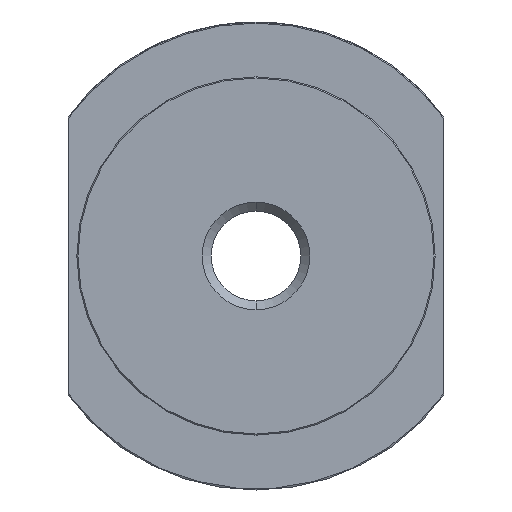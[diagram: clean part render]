
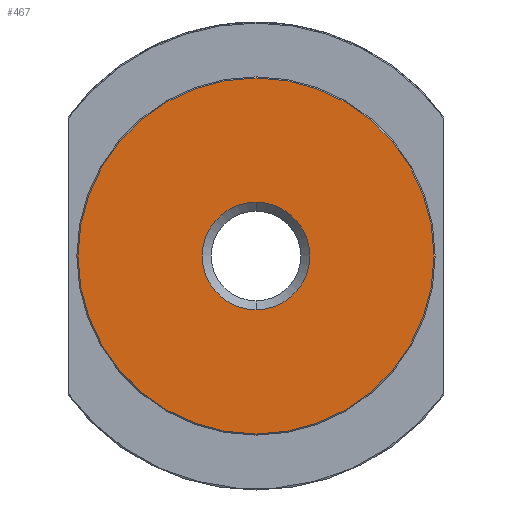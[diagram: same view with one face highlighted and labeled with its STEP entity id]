
A CAD part, front view. The second image highlights one B-rep face of the part: STEP entity #467.
In plain terms, the highlighted planar face has unit normal (0, -1, 0).
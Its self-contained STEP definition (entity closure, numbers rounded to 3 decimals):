
#26 = CARTESIAN_POINT ( 'NONE',  ( 0., 0., 0. ) ) ;
#48 = AXIS2_PLACEMENT_3D ( 'NONE', #26, #844, #223 ) ;
#64 = CARTESIAN_POINT ( 'NONE',  ( 0., 0., 1.2 ) ) ;
#67 = DIRECTION ( 'NONE',  ( 0., 0., 1. ) ) ;
#69 = AXIS2_PLACEMENT_3D ( 'NONE', #665, #835, #853 ) ;
#94 = ORIENTED_EDGE ( 'NONE', *, *, #756, .T. ) ;
#158 = FACE_BOUND ( 'NONE', #802, .T. ) ;
#165 = EDGE_CURVE ( 'NONE', #251, #868, #608, .T. ) ;
#171 = CIRCLE ( 'NONE', #847, 1.2 ) ;
#179 = ORIENTED_EDGE ( 'NONE', *, *, #165, .T. ) ;
#223 = DIRECTION ( 'NONE',  ( 0., 0., 1. ) ) ;
#251 = VERTEX_POINT ( 'NONE', #311 ) ;
#266 = DIRECTION ( 'NONE',  ( 0., -1., 0. ) ) ;
#274 = CARTESIAN_POINT ( 'NONE',  ( 0., 0., 0. ) ) ;
#302 = AXIS2_PLACEMENT_3D ( 'NONE', #357, #497, #427 ) ;
#311 = CARTESIAN_POINT ( 'NONE',  ( 0., 0., 3.975 ) ) ;
#350 = VERTEX_POINT ( 'NONE', #64 ) ;
#357 = CARTESIAN_POINT ( 'NONE',  ( 0., 0., 0. ) ) ;
#411 = ORIENTED_EDGE ( 'NONE', *, *, #727, .T. ) ;
#425 = PLANE ( 'NONE',  #48 ) ;
#427 = DIRECTION ( 'NONE',  ( 0., 0., 1. ) ) ;
#467 = ADVANCED_FACE ( 'NONE', ( #158, #528 ), #425, .F. ) ;
#497 = DIRECTION ( 'NONE',  ( 0., 1., 0. ) ) ;
#518 = VERTEX_POINT ( 'NONE', #659 ) ;
#528 = FACE_OUTER_BOUND ( 'NONE', #871, .T. ) ;
#548 = DIRECTION ( 'NONE',  ( 0., 1., 0. ) ) ;
#606 = AXIS2_PLACEMENT_3D ( 'NONE', #274, #266, #820 ) ;
#608 = CIRCLE ( 'NONE', #69, 3.975 ) ;
#659 = CARTESIAN_POINT ( 'NONE',  ( 0., 0., -1.2 ) ) ;
#665 = CARTESIAN_POINT ( 'NONE',  ( 0., 0., 0. ) ) ;
#677 = CIRCLE ( 'NONE', #606, 3.975 ) ;
#688 = CIRCLE ( 'NONE', #302, 1.2 ) ;
#690 = EDGE_CURVE ( 'NONE', #518, #350, #688, .T. ) ;
#727 = EDGE_CURVE ( 'NONE', #350, #518, #171, .T. ) ;
#756 = EDGE_CURVE ( 'NONE', #868, #251, #677, .T. ) ;
#793 = CARTESIAN_POINT ( 'NONE',  ( 0., 0., -3.975 ) ) ;
#802 = EDGE_LOOP ( 'NONE', ( #842, #411 ) ) ;
#820 = DIRECTION ( 'NONE',  ( 0., 0., 1. ) ) ;
#835 = DIRECTION ( 'NONE',  ( 0., -1., 0. ) ) ;
#842 = ORIENTED_EDGE ( 'NONE', *, *, #690, .T. ) ;
#844 = DIRECTION ( 'NONE',  ( 0., 1., 0. ) ) ;
#847 = AXIS2_PLACEMENT_3D ( 'NONE', #884, #548, #67 ) ;
#853 = DIRECTION ( 'NONE',  ( 0., 0., 1. ) ) ;
#868 = VERTEX_POINT ( 'NONE', #793 ) ;
#871 = EDGE_LOOP ( 'NONE', ( #179, #94 ) ) ;
#884 = CARTESIAN_POINT ( 'NONE',  ( 0., 0., 0. ) ) ;
